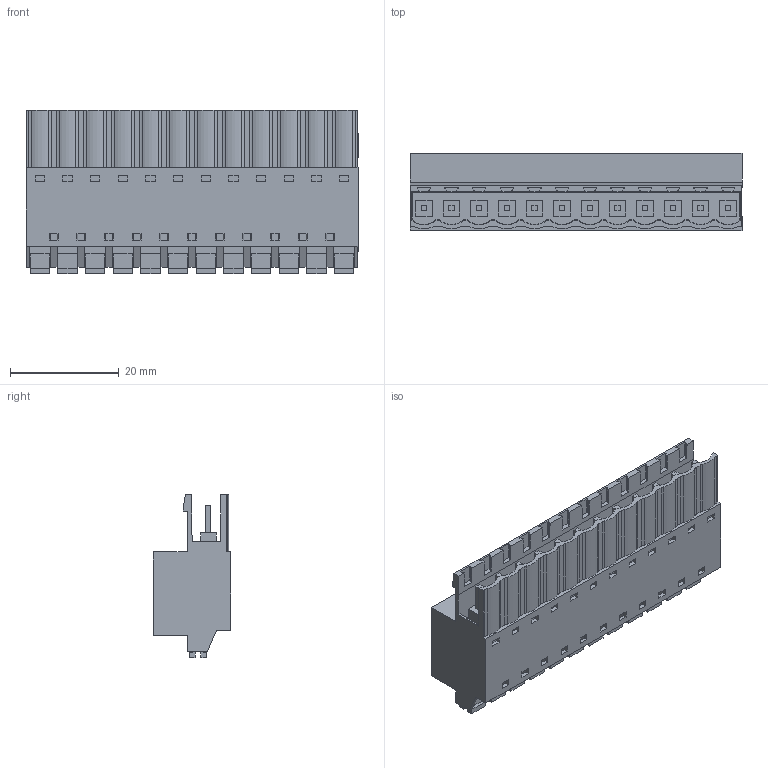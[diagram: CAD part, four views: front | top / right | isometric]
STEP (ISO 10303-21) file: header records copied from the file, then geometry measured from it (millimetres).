
FILE_DESCRIPTION(('CATIA V5 STEP Exchange','CAx-IF Rec.Pracs.--- Model Styling and Organization---1.4--- 2014-01-23'),'2;1');
FILE_NAME ('011673-2_0_1335430000_1335430000.stp','2021-07-01T15:32:54+00:00',('none'),('Weidmueller'),'CATIA Version 5-6 Release 2016 SP3 HF44','CATIA V5 STEP AP214','none');
FILE_SCHEMA(('AUTOMOTIVE_DESIGN { 1 0 10303 214 1 1 1 1 }'));
Length unit declared in the file: millimetre
Products named in the file (1): 1335430000
Bounding box: 60.96 x 14.2 x 29.93 mm (x, y, z)
Volume: 13408.9 mm3; surface area: 11762.1 mm2
Topology: 25 solids, 25 shells, 1161 faces, 3039 edges, 1986 vertices
Faces by surface type: plane 1029, cylinder 108, extrusion 24
Entity records: 33592 total; most frequent: CARTESIAN_POINT 7125, ORIENTED_EDGE 6078, DIRECTION 4214, EDGE_CURVE 3039, VECTOR 2809, LINE 2785, VERTEX_POINT 1986, EDGE_LOOP 1287
